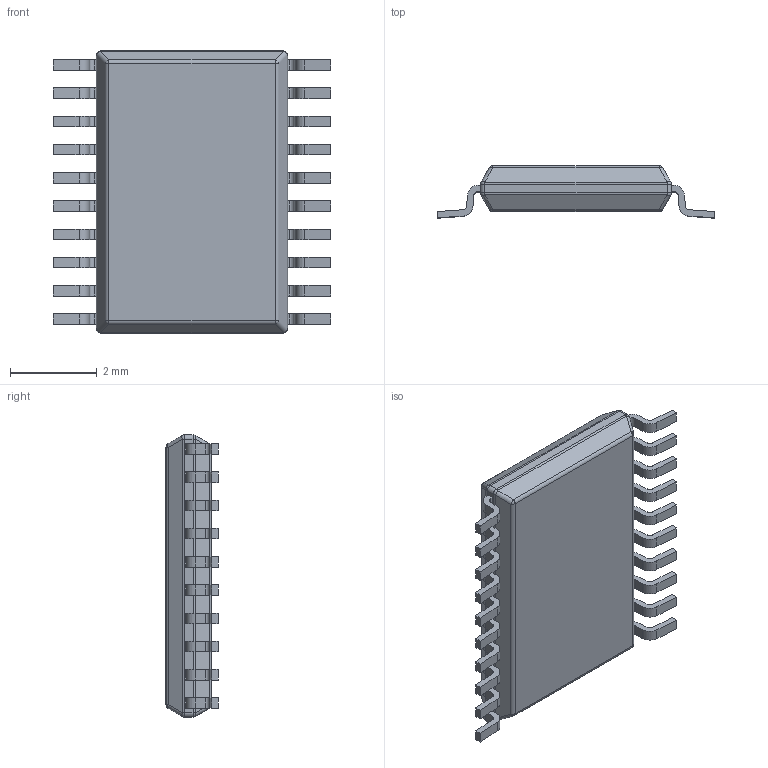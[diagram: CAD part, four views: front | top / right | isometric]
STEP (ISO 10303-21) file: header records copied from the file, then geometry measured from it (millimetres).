
FILE_DESCRIPTION (( 'STEP AP214' ), '1' );
FILE_NAME ('ADG5248FBRUZ.STEP', '2021-07-22T19:04:37', ( '' ), ( '' ), 'SwSTEP 2.0', 'SolidWorks 2017', '' );
FILE_SCHEMA (( 'AUTOMOTIVE_DESIGN' ));
Length unit declared in the file: millimetre
Products named in the file (1): ADG5248FBRUZ
Bounding box: 6.4 x 1.2 x 6.5 mm (x, y, z)
Volume: 29 mm3; surface area: 95.4 mm2
Topology: 22 solids, 22 shells, 345 faces, 844 edges, 544 vertices
Faces by surface type: plane 217, cylinder 112, sphere 16
Entity records: 10297 total; most frequent: DIRECTION 1760, CARTESIAN_POINT 1734, ORIENTED_EDGE 1688, EDGE_CURVE 844, VECTOR 620, LINE 620, AXIS2_PLACEMENT_3D 570, VERTEX_POINT 544
